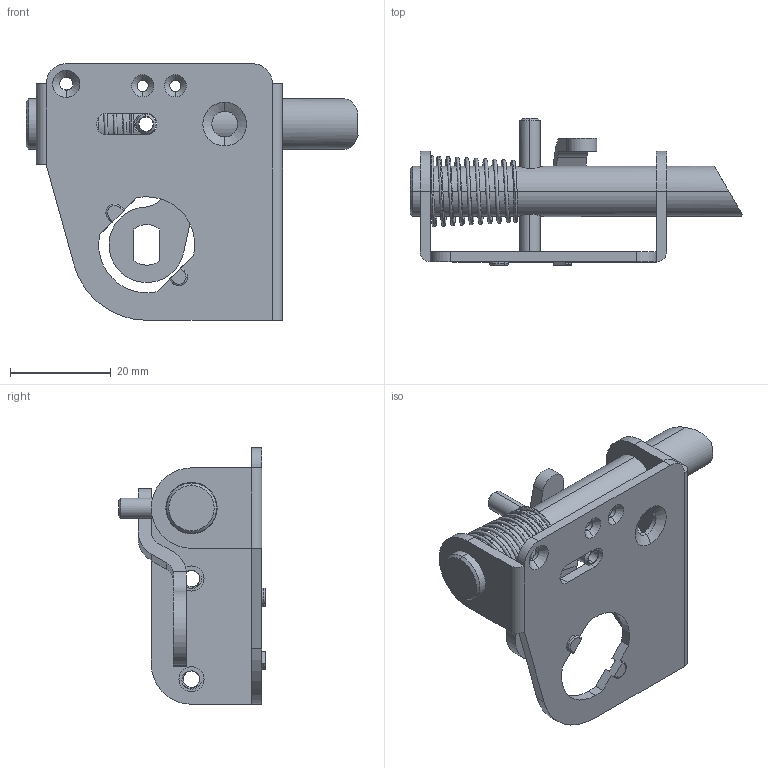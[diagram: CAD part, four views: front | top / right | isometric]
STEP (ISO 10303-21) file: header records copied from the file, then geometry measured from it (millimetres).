
FILE_DESCRIPTION (( 'STEP AP214' ), '1' );
FILE_NAME ('TL_419_1L.STEP', '2018-08-08T23:44:48', ( '' ), ( '' ), 'SwSTEP 2.0', 'SolidWorks 2015', '' );
FILE_SCHEMA (( 'AUTOMOTIVE_DESIGN' ));
Length unit declared in the file: millimetre
Products named in the file (3): TL-419-1L組立; TL_419_1L; カム_mr-1
Assembly tree (2 placements, depth 2):
  TL_419_1L
    TL-419-1L組立
    カム_mr-1
Bounding box: 66 x 29.2 x 51 mm (x, y, z)
Volume: 11763.4 mm3; surface area: 11224.3 mm2
Topology: 2 solids, 2 shells, 166 faces, 434 edges, 279 vertices
Faces by surface type: cylinder 84, plane 50, cone 18, torus 8, bspline 6
Entity records: 15841 total; most frequent: CARTESIAN_POINT 11661, ORIENTED_EDGE 868, DIRECTION 855, EDGE_CURVE 434, AXIS2_PLACEMENT_3D 327, VERTEX_POINT 279, LINE 201, VECTOR 201
